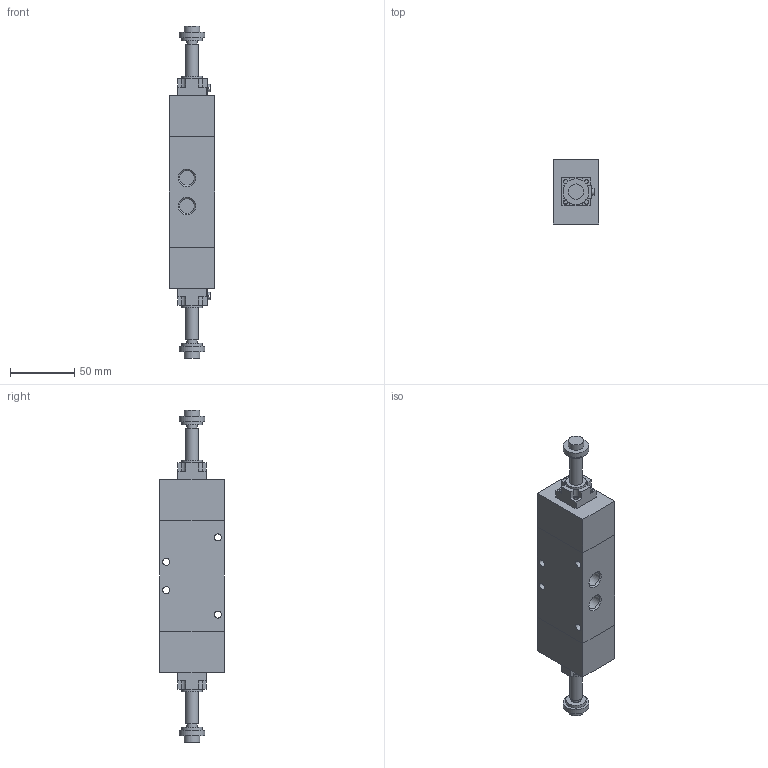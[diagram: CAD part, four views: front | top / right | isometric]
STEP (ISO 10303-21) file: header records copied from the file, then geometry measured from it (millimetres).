
FILE_DESCRIPTION((''),'2;1');
FILE_NAME('464-1_53_##_0_0_M2.stp','2006-11-25T09:14:49',('rivolro1'),(''),'Autodesk Inventor 11','Autodesk Inventor 11','');
FILE_SCHEMA(('AUTOMOTIVE_DESIGN { 1 0 10303 214 1 1 1 1 }'));
Length unit declared in the file: millimetre
Products named in the file (3): 464-1_53_##_0_0_M2; M2
Assembly tree (3 placements, depth 2):
  464-1_53_##_0_0_M2
    464-1_53_##_0_0_M2
    M2  x2
Bounding box: 35 x 50 x 258 mm (x, y, z)
Volume: 273201.7 mm3; surface area: 42306.1 mm2
Topology: 3 solids, 3 shells, 159 faces, 373 edges, 247 vertices
Faces by surface type: plane 89, cylinder 46, bspline 24
Full cylindrical faces by diameter (mm): 3 x2, 5.5 x4, 8 x2, 10 x2, 12 x2, 16 x4, 20 x2
Entity records: 2993 total; most frequent: CARTESIAN_POINT 703, DIRECTION 442, ORIENTED_EDGE 410, EDGE_CURVE 205, EDGE_LOOP 160, AXIS2_PLACEMENT_3D 154, VERTEX_POINT 151, VECTOR 134
